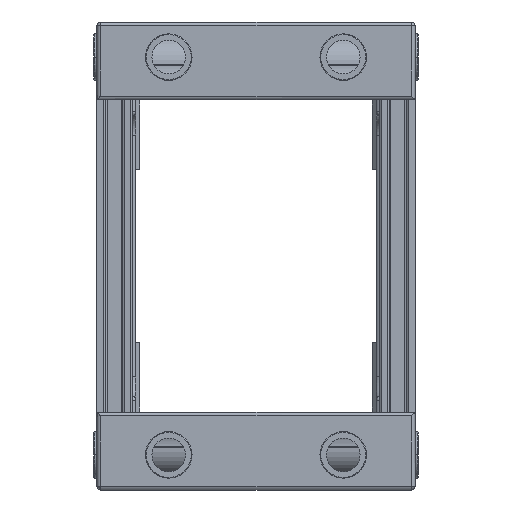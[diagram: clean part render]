
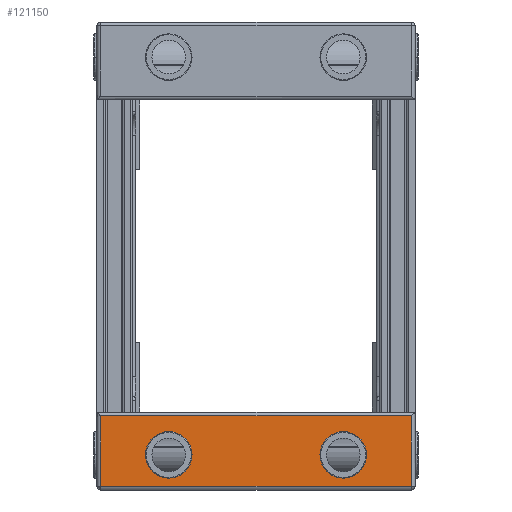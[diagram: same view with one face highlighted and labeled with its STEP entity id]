
A CAD part, left-side view. The second image highlights one B-rep face of the part: STEP entity #121150.
In plain terms, the highlighted planar face has unit normal (-1, 0, 0).
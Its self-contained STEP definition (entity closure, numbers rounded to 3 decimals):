
#1937 = AXIS2_PLACEMENT_3D ( 'NONE', #106823, #105947, #73426 ) ;
#2710 = CARTESIAN_POINT ( 'NONE',  ( -174.752, -28.403, -186.585 ) ) ;
#5821 = CARTESIAN_POINT ( 'NONE',  ( -174.752, -39.916, -194.635 ) ) ;
#7077 = CARTESIAN_POINT ( 'NONE',  ( -174.752, -22.403, -186.585 ) ) ;
#7487 = DIRECTION ( 'NONE',  ( 0., 1., 0. ) ) ;
#8335 = CARTESIAN_POINT ( 'NONE',  ( -174.752, 40.11, -194.635 ) ) ;
#10098 = CIRCLE ( 'NONE', #40774, 6. ) ;
#10588 = CARTESIAN_POINT ( 'NONE',  ( -174.752, 40.11, -176.535 ) ) ;
#12016 = ORIENTED_EDGE ( 'NONE', *, *, #132833, .T. ) ;
#14077 = DIRECTION ( 'NONE',  ( 0., 0., -1. ) ) ;
#14537 = CARTESIAN_POINT ( 'NONE',  ( -174.752, -39.916, -306.076 ) ) ;
#17592 = AXIS2_PLACEMENT_3D ( 'NONE', #38494, #70019, #7487 ) ;
#19103 = VERTEX_POINT ( 'NONE', #28533 ) ;
#20799 = PLANE ( 'NONE',  #44843 ) ;
#24851 = DIRECTION ( 'NONE',  ( -1., 0., 0. ) ) ;
#25012 = ORIENTED_EDGE ( 'NONE', *, *, #89983, .F. ) ;
#28533 = CARTESIAN_POINT ( 'NONE',  ( -174.752, 16.597, -186.585 ) ) ;
#29290 = VERTEX_POINT ( 'NONE', #8335 ) ;
#35965 = VERTEX_POINT ( 'NONE', #49646 ) ;
#38079 = DIRECTION ( 'NONE',  ( -1., 0., 0. ) ) ;
#38494 = CARTESIAN_POINT ( 'NONE',  ( -174.752, 22.597, -186.585 ) ) ;
#40340 = DIRECTION ( 'NONE',  ( 0., 1., 0. ) ) ;
#40774 = AXIS2_PLACEMENT_3D ( 'NONE', #107562, #24851, #98028 ) ;
#41650 = CARTESIAN_POINT ( 'NONE',  ( -174.752, 41.12, -176.535 ) ) ;
#42686 = DIRECTION ( 'NONE',  ( 0., 0., -1. ) ) ;
#44773 = VECTOR ( 'NONE', #14077, 1000. ) ;
#44843 = AXIS2_PLACEMENT_3D ( 'NONE', #60884, #92584, #40340 ) ;
#48097 = VECTOR ( 'NONE', #42686, 1000. ) ;
#48774 = EDGE_LOOP ( 'NONE', ( #125532, #56181, #122485, #12016 ) ) ;
#49646 = CARTESIAN_POINT ( 'NONE',  ( -174.752, 28.597, -186.585 ) ) ;
#50751 = EDGE_CURVE ( 'NONE', #19103, #35965, #10098, .T. ) ;
#52944 = CARTESIAN_POINT ( 'NONE',  ( -174.752, -16.403, -186.585 ) ) ;
#56181 = ORIENTED_EDGE ( 'NONE', *, *, #74628, .F. ) ;
#57933 = LINE ( 'NONE', #106307, #48097 ) ;
#59067 = DIRECTION ( 'NONE',  ( 0., 1., 0. ) ) ;
#60884 = CARTESIAN_POINT ( 'NONE',  ( -174.752, 41.11, -306.076 ) ) ;
#61491 = EDGE_LOOP ( 'NONE', ( #83162, #25012 ) ) ;
#66168 = VECTOR ( 'NONE', #112016, 1000. ) ;
#70019 = DIRECTION ( 'NONE',  ( -1., 0., 0. ) ) ;
#70231 = EDGE_CURVE ( 'NONE', #35965, #19103, #128882, .T. ) ;
#73302 = FACE_OUTER_BOUND ( 'NONE', #48774, .T. ) ;
#73426 = DIRECTION ( 'NONE',  ( 0., 1., 0. ) ) ;
#74628 = EDGE_CURVE ( 'NONE', #81021, #83748, #95518, .T. ) ;
#77550 = VECTOR ( 'NONE', #104384, 1000. ) ;
#78143 = EDGE_LOOP ( 'NONE', ( #128010, #125390 ) ) ;
#81021 = VERTEX_POINT ( 'NONE', #95991 ) ;
#82139 = EDGE_CURVE ( 'NONE', #83748, #29290, #121809, .T. ) ;
#83162 = ORIENTED_EDGE ( 'NONE', *, *, #125208, .F. ) ;
#83748 = VERTEX_POINT ( 'NONE', #5821 ) ;
#86406 = AXIS2_PLACEMENT_3D ( 'NONE', #7077, #38079, #59067 ) ;
#89983 = EDGE_CURVE ( 'NONE', #107652, #103286, #101909, .T. ) ;
#91034 = CARTESIAN_POINT ( 'NONE',  ( -174.752, 41.11, -194.635 ) ) ;
#91054 = CIRCLE ( 'NONE', #86406, 6. ) ;
#92584 = DIRECTION ( 'NONE',  ( -1., 0., 0. ) ) ;
#95518 = LINE ( 'NONE', #14537, #44773 ) ;
#95991 = CARTESIAN_POINT ( 'NONE',  ( -174.752, -39.916, -176.535 ) ) ;
#98028 = DIRECTION ( 'NONE',  ( 0., 1., 0. ) ) ;
#101909 = CIRCLE ( 'NONE', #1937, 6. ) ;
#103286 = VERTEX_POINT ( 'NONE', #52944 ) ;
#104384 = DIRECTION ( 'NONE',  ( 0., 1., 0. ) ) ;
#105947 = DIRECTION ( 'NONE',  ( -1., 0., 0. ) ) ;
#106307 = CARTESIAN_POINT ( 'NONE',  ( -174.752, 40.11, -306.076 ) ) ;
#106823 = CARTESIAN_POINT ( 'NONE',  ( -174.752, -22.403, -186.585 ) ) ;
#107562 = CARTESIAN_POINT ( 'NONE',  ( -174.752, 22.597, -186.585 ) ) ;
#107652 = VERTEX_POINT ( 'NONE', #2710 ) ;
#107737 = FACE_BOUND ( 'NONE', #61491, .T. ) ;
#112016 = DIRECTION ( 'NONE',  ( 0., 1., 0. ) ) ;
#119096 = FACE_BOUND ( 'NONE', #78143, .T. ) ;
#121150 = ADVANCED_FACE ( 'NONE', ( #119096, #107737, #73302 ), #20799, .T. ) ;
#121809 = LINE ( 'NONE', #91034, #66168 ) ;
#122485 = ORIENTED_EDGE ( 'NONE', *, *, #127852, .T. ) ;
#125208 = EDGE_CURVE ( 'NONE', #103286, #107652, #91054, .T. ) ;
#125390 = ORIENTED_EDGE ( 'NONE', *, *, #50751, .F. ) ;
#125532 = ORIENTED_EDGE ( 'NONE', *, *, #82139, .F. ) ;
#126423 = LINE ( 'NONE', #41650, #77550 ) ;
#127852 = EDGE_CURVE ( 'NONE', #81021, #129563, #126423, .T. ) ;
#128010 = ORIENTED_EDGE ( 'NONE', *, *, #70231, .F. ) ;
#128882 = CIRCLE ( 'NONE', #17592, 6. ) ;
#129563 = VERTEX_POINT ( 'NONE', #10588 ) ;
#132833 = EDGE_CURVE ( 'NONE', #129563, #29290, #57933, .T. ) ;
